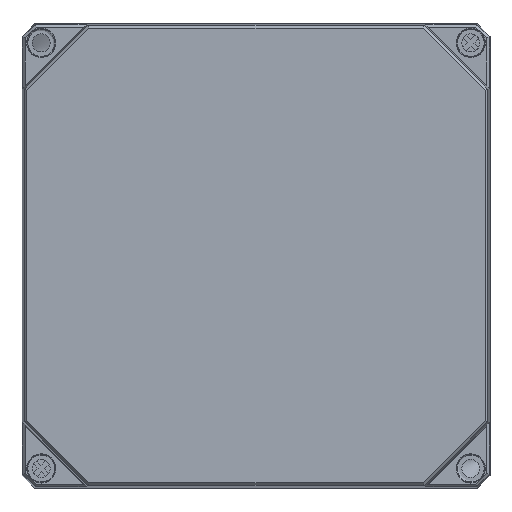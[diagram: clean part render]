
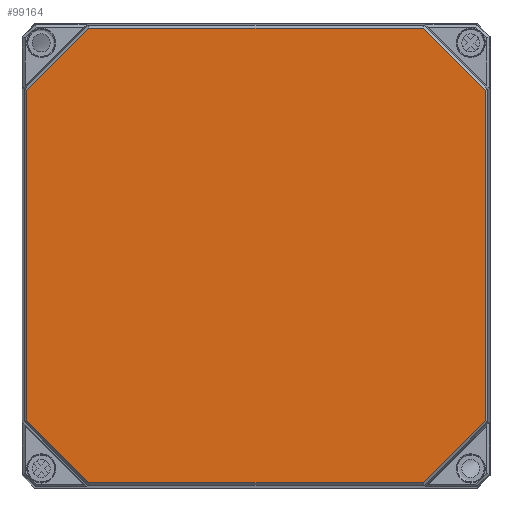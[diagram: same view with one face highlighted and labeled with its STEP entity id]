
A CAD part, top view. The second image highlights one B-rep face of the part: STEP entity #99164.
In plain terms, the highlighted planar face has unit normal (0, 0, 1).
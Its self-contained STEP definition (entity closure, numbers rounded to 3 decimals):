
#5480=PLANE('',#104090);
#10916=FACE_OUTER_BOUND('',#16944,.T.);
#16944=EDGE_LOOP('',(#90049,#90050,#90051,#90052,#90053,#90054,#90055,#90056));
#24648=LINE('',#180171,#32441);
#24651=LINE('',#180176,#32444);
#24654=LINE('',#180181,#32447);
#24656=LINE('',#180185,#32449);
#24659=LINE('',#180190,#32452);
#24661=LINE('',#180194,#32454);
#24664=LINE('',#180199,#32457);
#24666=LINE('',#180202,#32459);
#32441=VECTOR('',#121081,10.);
#32444=VECTOR('',#121086,10.);
#32447=VECTOR('',#121091,10.);
#32449=VECTOR('',#121095,10.);
#32452=VECTOR('',#121100,10.);
#32454=VECTOR('',#121104,10.);
#32457=VECTOR('',#121109,10.);
#32459=VECTOR('',#121113,10.);
#46941=VERTEX_POINT('',#180169);
#46942=VERTEX_POINT('',#180170);
#46943=VERTEX_POINT('',#180175);
#46944=VERTEX_POINT('',#180180);
#46945=VERTEX_POINT('',#180184);
#46946=VERTEX_POINT('',#180189);
#46947=VERTEX_POINT('',#180193);
#46948=VERTEX_POINT('',#180198);
#61359=EDGE_CURVE('',#46941,#46942,#24648,.T.);
#61362=EDGE_CURVE('',#46942,#46943,#24651,.T.);
#61365=EDGE_CURVE('',#46943,#46944,#24654,.T.);
#61367=EDGE_CURVE('',#46944,#46945,#24656,.T.);
#61370=EDGE_CURVE('',#46945,#46946,#24659,.T.);
#61372=EDGE_CURVE('',#46946,#46947,#24661,.T.);
#61375=EDGE_CURVE('',#46947,#46948,#24664,.T.);
#61377=EDGE_CURVE('',#46948,#46941,#24666,.T.);
#90049=ORIENTED_EDGE('',*,*,#61359,.F.);
#90050=ORIENTED_EDGE('',*,*,#61377,.F.);
#90051=ORIENTED_EDGE('',*,*,#61375,.F.);
#90052=ORIENTED_EDGE('',*,*,#61372,.F.);
#90053=ORIENTED_EDGE('',*,*,#61370,.F.);
#90054=ORIENTED_EDGE('',*,*,#61367,.F.);
#90055=ORIENTED_EDGE('',*,*,#61365,.F.);
#90056=ORIENTED_EDGE('',*,*,#61362,.F.);
#99164=ADVANCED_FACE('',(#10916),#5480,.T.);
#104090=AXIS2_PLACEMENT_3D('',#180224,#121129,#121130);
#121081=DIRECTION('',(0.707,-0.707,0.));
#121086=DIRECTION('',(0.,-1.,0.));
#121091=DIRECTION('',(-0.707,-0.707,0.));
#121095=DIRECTION('',(-1.,0.,0.));
#121100=DIRECTION('',(-0.707,0.707,0.));
#121104=DIRECTION('',(0.,1.,0.));
#121109=DIRECTION('',(0.707,0.707,0.));
#121113=DIRECTION('',(1.,0.,0.));
#121129=DIRECTION('center_axis',(0.,0.,1.));
#121130=DIRECTION('ref_axis',(1.,0.,0.));
#180169=CARTESIAN_POINT('',(65.044,88.438,93.));
#180170=CARTESIAN_POINT('',(89.188,64.294,93.));
#180171=CARTESIAN_POINT('',(70.677,82.805,93.));
#180175=CARTESIAN_POINT('',(89.188,-64.294,93.));
#180176=CARTESIAN_POINT('',(89.188,42.625,93.));
#180180=CARTESIAN_POINT('',(65.044,-88.438,93.));
#180181=CARTESIAN_POINT('',(83.18,-70.302,93.));
#180184=CARTESIAN_POINT('',(-65.044,-88.438,93.));
#180185=CARTESIAN_POINT('',(43.,-88.438,93.));
#180189=CARTESIAN_POINT('',(-89.188,-64.294,93.));
#180190=CARTESIAN_POINT('',(-70.677,-82.805,93.));
#180193=CARTESIAN_POINT('',(-89.188,64.294,93.));
#180194=CARTESIAN_POINT('',(-89.188,-42.625,93.));
#180198=CARTESIAN_POINT('',(-65.044,88.438,93.));
#180199=CARTESIAN_POINT('',(-83.18,70.302,93.));
#180202=CARTESIAN_POINT('',(-43.,88.438,93.));
#180224=CARTESIAN_POINT('Origin',(0.,0.,
93.));
